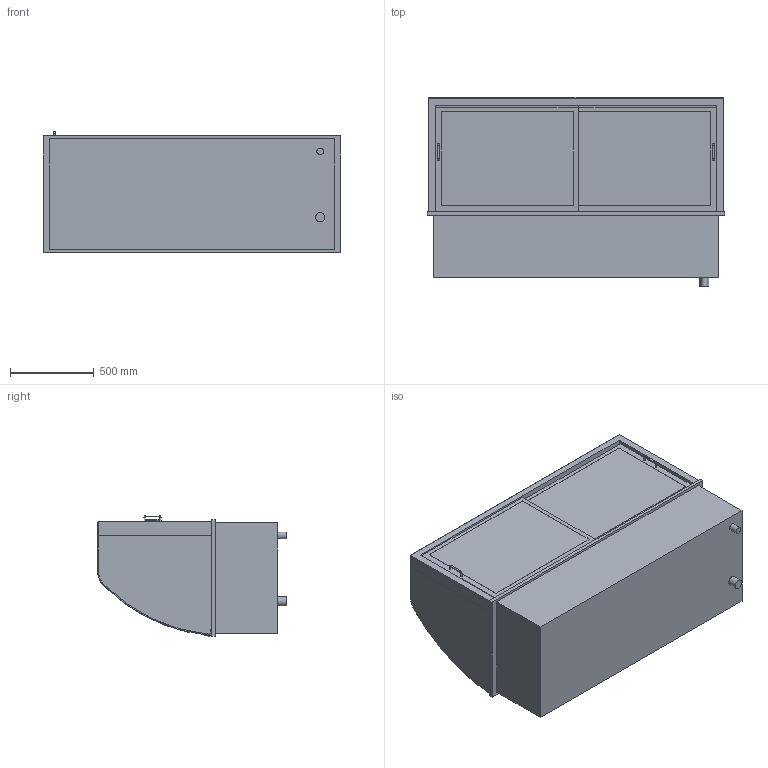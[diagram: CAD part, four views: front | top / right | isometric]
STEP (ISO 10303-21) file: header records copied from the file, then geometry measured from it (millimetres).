
FILE_DESCRIPTION(/* description */ ('Einbaukühlvitrine: zentralgekühlt'),/* implementation_level */ '2;1');
FILE_NAME(/* name */ '3D-AKE-00006390.stp',/* time_stamp */ '2023-05-11T15:26:08+02:00',/* author */ ('marina.schachner'),/* organization */ (''),/* preprocessor_version */ 'ST-DEVELOPER v18.1',/* originating_system */ 'Autodesk Inventor 2020',/* authorisation */ '');
FILE_SCHEMA (('AUTOMOTIVE_DESIGN { 1 0 10303 214 3 1 1 }'));
Length unit declared in the file: millimetre
Products named in the file (1): 3D-AKE-00006390
Bounding box: 1775 x 1127 x 720.98 mm (x, y, z)
Volume: 169349995.9 mm3; surface area: 23041366.2 mm2
Topology: 39 solids, 39 shells, 370 faces, 883 edges, 594 vertices
Faces by surface type: plane 299, cylinder 67, torus 4
Full cylindrical faces by diameter (mm): 8 x6, 40 x1, 55 x1
Entity records: 10681 total; most frequent: CARTESIAN_POINT 1848, DIRECTION 1787, ORIENTED_EDGE 1766, EDGE_CURVE 883, LINE 721, VECTOR 721, VERTEX_POINT 594, AXIS2_PLACEMENT_3D 533
